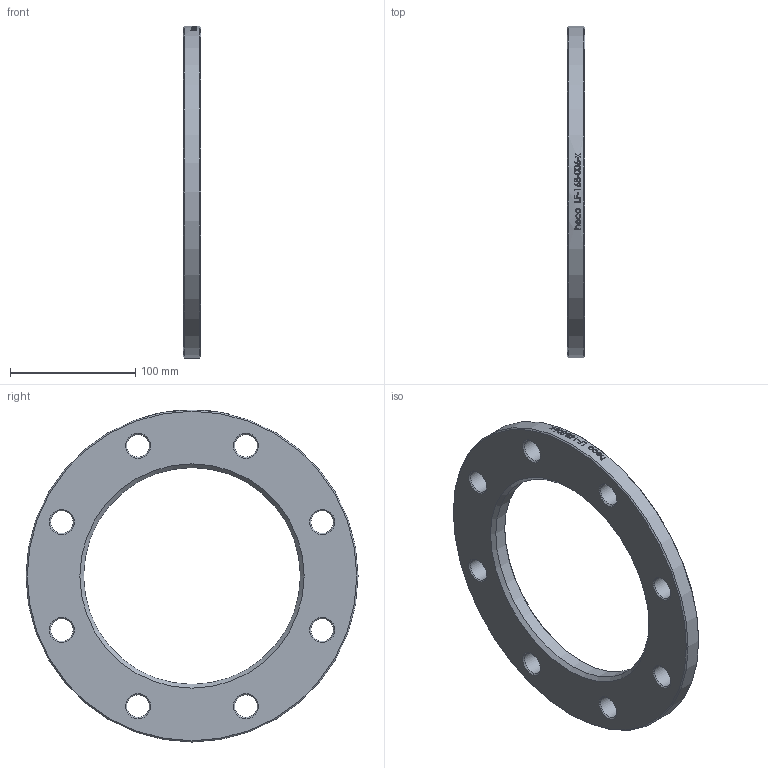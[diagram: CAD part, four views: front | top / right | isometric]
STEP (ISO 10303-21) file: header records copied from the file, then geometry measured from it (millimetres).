
FILE_DESCRIPTION (( 'STEP AP214' ), '1' );
FILE_NAME ('LF-168-006-x Loser Flansch 2012.STEP', '2020-12-11T09:44:28', ( '' ), ( '' ), 'SwSTEP 2.0', 'SolidWorks 2019', '' );
FILE_SCHEMA (( 'AUTOMOTIVE_DESIGN' ));
Length unit declared in the file: millimetre
Products named in the file (1): LF-168-006-x Loser Flansch 2012
Bounding box: 14 x 265 x 265 mm (x, y, z)
Volume: 410526.4 mm3; surface area: 82075.1 mm2
Topology: 1 solids, 1 shells, 56 faces, 233 edges, 203 vertices
Faces by surface type: cylinder 34, cone 20, plane 2
Full cylindrical faces by diameter (mm): 18 x8, 173 x1, 265 x1
Entity records: 5552 total; most frequent: CARTESIAN_POINT 3594, ORIENTED_EDGE 386, DIRECTION 267, VERTEX_POINT 193, EDGE_CURVE 193, EDGE_LOOP 128, AXIS2_PLACEMENT_3D 123, B_SPLINE_CURVE_WITH_KNOTS 106
